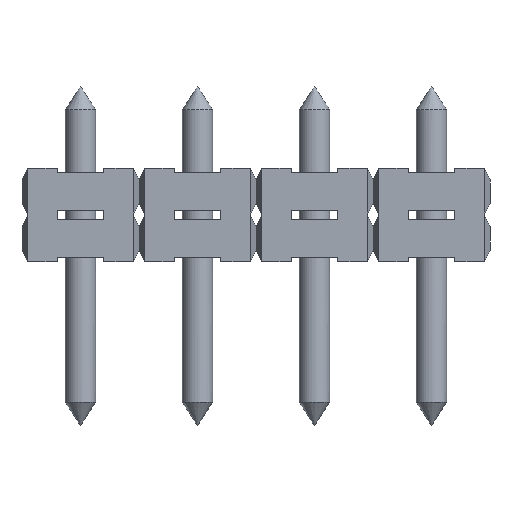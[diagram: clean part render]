
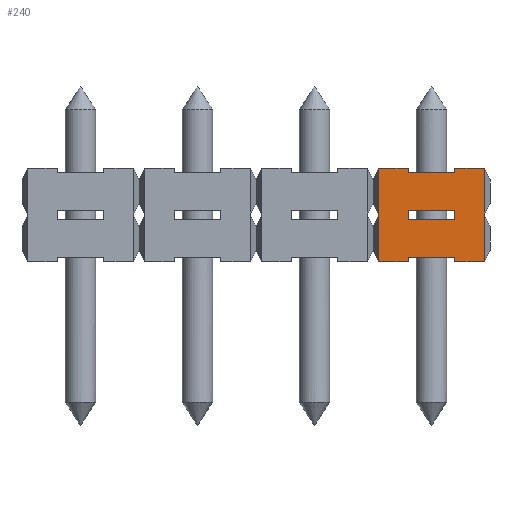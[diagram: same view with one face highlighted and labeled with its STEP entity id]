
A CAD part, front view. The second image highlights one B-rep face of the part: STEP entity #240.
In plain terms, the highlighted planar face has unit normal (0, -1, 0).
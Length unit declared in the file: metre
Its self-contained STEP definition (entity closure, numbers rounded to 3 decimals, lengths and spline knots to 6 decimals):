
#240=ADVANCED_FACE('',(#612,#613),#614,.T.);
#612=FACE_BOUND('',#1119,.T.);
#613=FACE_OUTER_BOUND('',#1120,.T.);
#614=PLANE('',#1121);
#1119=EDGE_LOOP('',(#1745,#1746,#1747,#1748));
#1120=EDGE_LOOP('',(#1749,#1750,#1751,#1752,#1753,#1754,#1755,#1756,#1757,#1758,#1759,#1760,#1761,#1762));
#1121=AXIS2_PLACEMENT_3D('',#1763,#1764,#1765);
#1745=ORIENTED_EDGE('',*,*,#2925,.T.);
#1746=ORIENTED_EDGE('',*,*,#2875,.T.);
#1747=ORIENTED_EDGE('',*,*,#2881,.T.);
#1748=ORIENTED_EDGE('',*,*,#2885,.T.);
#1749=ORIENTED_EDGE('',*,*,#2926,.F.);
#1750=ORIENTED_EDGE('',*,*,#2897,.T.);
#1751=ORIENTED_EDGE('',*,*,#2901,.T.);
#1752=ORIENTED_EDGE('',*,*,#2905,.T.);
#1753=ORIENTED_EDGE('',*,*,#2909,.T.);
#1754=ORIENTED_EDGE('',*,*,#2912,.T.);
#1755=ORIENTED_EDGE('',*,*,#2927,.F.);
#1756=ORIENTED_EDGE('',*,*,#2928,.F.);
#1757=ORIENTED_EDGE('',*,*,#2929,.T.);
#1758=ORIENTED_EDGE('',*,*,#2930,.T.);
#1759=ORIENTED_EDGE('',*,*,#2931,.T.);
#1760=ORIENTED_EDGE('',*,*,#2932,.T.);
#1761=ORIENTED_EDGE('',*,*,#2933,.T.);
#1762=ORIENTED_EDGE('',*,*,#2934,.F.);
#1763=CARTESIAN_POINT('',(0.015,-0.03466,-0.038506));
#1764=DIRECTION('',(0.0,-1.0,0.));
#1765=DIRECTION('',(1.0,0.0,0.0));
#2875=EDGE_CURVE('',#3408,#3406,#3409,.T.);
#2881=EDGE_CURVE('',#3406,#3416,#3418,.T.);
#2885=EDGE_CURVE('',#3416,#3422,#3424,.T.);
#2897=EDGE_CURVE('',#3434,#3440,#3442,.T.);
#2901=EDGE_CURVE('',#3440,#3446,#3448,.T.);
#2905=EDGE_CURVE('',#3446,#3452,#3454,.T.);
#2909=EDGE_CURVE('',#3452,#3458,#3460,.T.);
#2912=EDGE_CURVE('',#3458,#3388,#3463,.T.);
#2925=EDGE_CURVE('',#3422,#3408,#3482,.T.);
#2926=EDGE_CURVE('',#3434,#3426,#3483,.T.);
#2927=EDGE_CURVE('',#3336,#3388,#3484,.T.);
#2928=EDGE_CURVE('',#3485,#3336,#3486,.T.);
#2929=EDGE_CURVE('',#3485,#3487,#3488,.T.);
#2930=EDGE_CURVE('',#3487,#3489,#3490,.T.);
#2931=EDGE_CURVE('',#3489,#3491,#3492,.T.);
#2932=EDGE_CURVE('',#3491,#3493,#3494,.T.);
#2933=EDGE_CURVE('',#3493,#3495,#3496,.T.);
#2934=EDGE_CURVE('',#3426,#3495,#3497,.T.);
#3336=VERTEX_POINT('',#4048);
#3388=VERTEX_POINT('',#4104);
#3406=VERTEX_POINT('',#4130);
#3408=VERTEX_POINT('',#4133);
#3409=LINE('',#4134,#4135);
#3416=VERTEX_POINT('',#4144);
#3418=LINE('',#4147,#4148);
#3422=VERTEX_POINT('',#4153);
#3424=LINE('',#4156,#4157);
#3426=VERTEX_POINT('',#4159);
#3434=VERTEX_POINT('',#4171);
#3440=VERTEX_POINT('',#4180);
#3442=LINE('',#4183,#4184);
#3446=VERTEX_POINT('',#4189);
#3448=LINE('',#4192,#4193);
#3452=VERTEX_POINT('',#4198);
#3454=LINE('',#4201,#4202);
#3458=VERTEX_POINT('',#4207);
#3460=LINE('',#4210,#4211);
#3463=LINE('',#4215,#4216);
#3482=LINE('',#4245,#4246);
#3483=LINE('',#4247,#4248);
#3484=LINE('',#4249,#4250);
#3485=VERTEX_POINT('',#4251);
#3486=LINE('',#4252,#4253);
#3487=VERTEX_POINT('',#4254);
#3488=LINE('',#4255,#4256);
#3489=VERTEX_POINT('',#4257);
#3490=LINE('',#4258,#4259);
#3491=VERTEX_POINT('',#4260);
#3492=LINE('',#4261,#4262);
#3493=VERTEX_POINT('',#4263);
#3494=LINE('',#4264,#4265);
#3495=VERTEX_POINT('',#4266);
#3496=LINE('',#4267,#4268);
#3497=LINE('',#4269,#4270);
#4048=CARTESIAN_POINT('',(0.0084,-0.03466,-0.002));
#4104=CARTESIAN_POINT('',(0.0084,-0.03466,0.));
#4130=CARTESIAN_POINT('',(0.00965,-0.03466,-0.0018));
#4133=CARTESIAN_POINT('',(0.00965,-0.03466,-0.0022));
#4134=CARTESIAN_POINT('',(0.00965,-0.03466,-0.0018));
#4135=VECTOR('',#5109,1.0);
#4144=CARTESIAN_POINT('',(0.01165,-0.03466,-0.0018));
#4147=CARTESIAN_POINT('',(0.01165,-0.03466,-0.0018));
#4148=VECTOR('',#5116,1.0);
#4153=CARTESIAN_POINT('',(0.01165,-0.03466,-0.0022));
#4156=CARTESIAN_POINT('',(0.01165,-0.03466,-0.002));
#4157=VECTOR('',#5119,1.0);
#4159=CARTESIAN_POINT('',(0.0129,-0.03466,-0.002));
#4171=CARTESIAN_POINT('',(0.0129,-0.03466,0.));
#4180=CARTESIAN_POINT('',(0.01165,-0.03466,0.));
#4183=CARTESIAN_POINT('',(0.01165,-0.03466,0.));
#4184=VECTOR('',#5128,1.0);
#4189=CARTESIAN_POINT('',(0.01165,-0.03466,-0.0002));
#4192=CARTESIAN_POINT('',(0.01165,-0.03466,-0.0002));
#4193=VECTOR('',#5131,1.0);
#4198=CARTESIAN_POINT('',(0.00965,-0.03466,-0.0002));
#4201=CARTESIAN_POINT('',(0.00965,-0.03466,-0.0002));
#4202=VECTOR('',#5134,1.0);
#4207=CARTESIAN_POINT('',(0.00965,-0.03466,0.));
#4210=CARTESIAN_POINT('',(0.00965,-0.03466,0.));
#4211=VECTOR('',#5137,1.0);
#4215=CARTESIAN_POINT('',(0.0084,-0.03466,0.));
#4216=VECTOR('',#5139,1.0);
#4245=CARTESIAN_POINT('',(0.00965,-0.03466,-0.0022));
#4246=VECTOR('',#5150,1.0);
#4247=CARTESIAN_POINT('',(0.0129,-0.03466,-0.038506));
#4248=VECTOR('',#5151,1.0);
#4249=CARTESIAN_POINT('',(0.0084,-0.03466,-0.038506));
#4250=VECTOR('',#5152,1.0);
#4251=CARTESIAN_POINT('',(0.0084,-0.03466,-0.004));
#4252=CARTESIAN_POINT('',(0.0084,-0.03466,-0.040506));
#4253=VECTOR('',#5153,1.0);
#4254=CARTESIAN_POINT('',(0.00965,-0.03466,-0.004));
#4255=CARTESIAN_POINT('',(0.00965,-0.03466,-0.004));
#4256=VECTOR('',#5154,1.0);
#4257=CARTESIAN_POINT('',(0.00965,-0.03466,-0.0038));
#4258=CARTESIAN_POINT('',(0.00965,-0.03466,-0.0038));
#4259=VECTOR('',#5155,1.0);
#4260=CARTESIAN_POINT('',(0.01165,-0.03466,-0.0038));
#4261=CARTESIAN_POINT('',(0.01165,-0.03466,-0.0038));
#4262=VECTOR('',#5156,1.0);
#4263=CARTESIAN_POINT('',(0.01165,-0.03466,-0.004));
#4264=CARTESIAN_POINT('',(0.01165,-0.03466,-0.004));
#4265=VECTOR('',#5157,1.0);
#4266=CARTESIAN_POINT('',(0.0129,-0.03466,-0.004));
#4267=CARTESIAN_POINT('',(0.0129,-0.03466,-0.004));
#4268=VECTOR('',#5158,1.0);
#4269=CARTESIAN_POINT('',(0.0129,-0.03466,-0.040506));
#4270=VECTOR('',#5159,1.0);
#5109=DIRECTION('',(0.0,0.,1.0));
#5116=DIRECTION('',(1.0,0.0,0.0));
#5119=DIRECTION('',(0.0,0.,-1.0));
#5128=DIRECTION('',(-1.0,-0.0,0.0));
#5131=DIRECTION('',(0.0,0.,-1.0));
#5134=DIRECTION('',(-1.0,-0.0,0.0));
#5137=DIRECTION('',(0.0,0.,1.0));
#5139=DIRECTION('',(-1.0,-0.0,0.0));
#5150=DIRECTION('',(-1.0,-0.0,0.0));
#5151=DIRECTION('',(0.,0.,-1.0));
#5152=DIRECTION('',(0.,0.,1.0));
#5153=DIRECTION('',(0.,0.,1.0));
#5154=DIRECTION('',(1.0,0.0,0.0));
#5155=DIRECTION('',(0.0,0.,1.0));
#5156=DIRECTION('',(1.0,0.0,0.0));
#5157=DIRECTION('',(0.0,0.,-1.0));
#5158=DIRECTION('',(1.0,0.0,0.0));
#5159=DIRECTION('',(0.,0.,-1.0));
